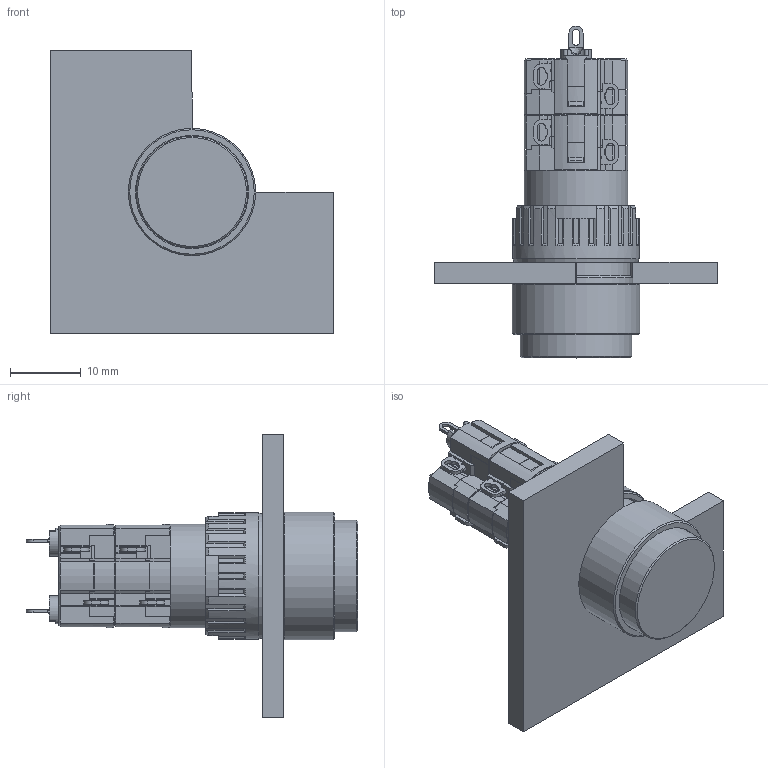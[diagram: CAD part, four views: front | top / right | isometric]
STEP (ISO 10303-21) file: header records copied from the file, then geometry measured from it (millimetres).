
FILE_DESCRIPTION( ( 'Unknown' ), '1' );
FILE_NAME( 'LDT_D18_L_2SE16_00337567.stp', 'Unknown', ( 'Unknown' ), ( 'Unknown' ), 'PSStep 17.0.49', 'Unknown', ' ' );
FILE_SCHEMA( ( 'AUTOMOTIVE_DESIGN { 1 0 10303 214 1 1 1 1 }' ) );
Length unit declared in the file: millimetre
Products named in the file (13): Schaltelement_SE16_XS_00334406; Schaltelementblock_SE16_XS_00336466; Kontakt_00322659; Schaltelement_ZS_SE16_XS_00336289; Schaltelementblock_ZS_SE16_XS_00336467; 2-Schaltelemente_SE16_XS_00336288; Lampenkontaktfeder_Pos3_linksdrall_00336307; Lampenkontaktfeder_Pos3_rechtsdrall_00336308; Assem1; Vorsatz-Gehaeuse_D18_00337377; Druckhaube_D18XXS_00337426; Befestigungsmutter_00311771; Frontplatte_40x40x3_D16_00337452
Assembly tree (19 placements, depth 4):
  Assem1
    Vorsatz-Gehaeuse_D18_00337377
    Druckhaube_D18XXS_00337426
    Befestigungsmutter_00311771
    Frontplatte_40x40x3_D16_00337452
    2-Schaltelemente_SE16_XS_00336288
      Lampenkontaktfeder_Pos3_linksdrall_00336307
      Lampenkontaktfeder_Pos3_rechtsdrall_00336308
      Schaltelement_ZS_SE16_XS_00336289
        Schaltelementblock_ZS_SE16_XS_00336467
        Kontakt_00322659  x4
      Schaltelement_SE16_XS_00334406
        Schaltelementblock_SE16_XS_00336466
        Kontakt_00322659  x4
Bounding box: 40 x 46.9 x 40 mm (x, y, z)
Volume: 7692.3 mm3; surface area: 9526.6 mm2
Topology: 16 solids, 16 shells, 1151 faces, 3209 edges, 2078 vertices
Faces by surface type: plane 894, cylinder 204, cone 44, bspline 8, torus 1
Full cylindrical faces by diameter (mm): 12 x1, 14.6 x1, 14.9 x1, 15.4 x1, 15.8 x1, 16 x2, 16.05 x1, 17.6 x1, 17.9 x1, 18 x1
Entity records: 36579 total; most frequent: CARTESIAN_POINT 5571, ORIENTED_EDGE 5030, DIRECTION 4699, EDGE_CURVE 2515, LINE 2035, VECTOR 2035, VERTEX_POINT 1628, AXIS2_PLACEMENT_3D 1332
